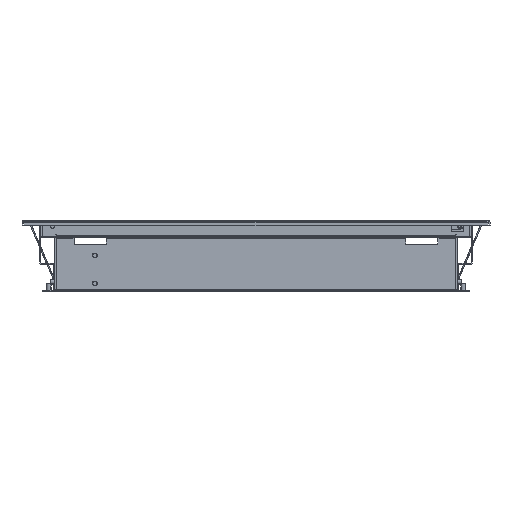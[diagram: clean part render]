
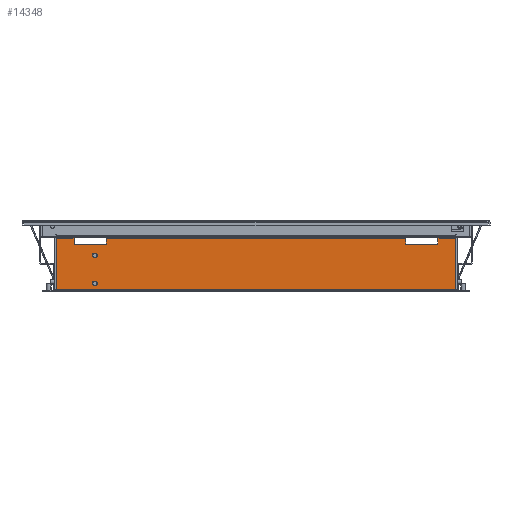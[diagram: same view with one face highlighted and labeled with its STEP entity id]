
A CAD part, front view. The second image highlights one B-rep face of the part: STEP entity #14348.
In plain terms, the highlighted planar face has unit normal (0, -1, 0).
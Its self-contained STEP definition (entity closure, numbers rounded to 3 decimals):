
#23 = CARTESIAN_POINT ( 'NONE',  ( 43., -1014., -86.5 ) ) ;
#77 = EDGE_CURVE ( 'NONE', #13786, #5218, #13530, .T. ) ;
#119 = AXIS2_PLACEMENT_3D ( 'NONE', #9690, #19799, #16255 ) ;
#243 = LINE ( 'NONE', #447, #10322 ) ;
#447 = CARTESIAN_POINT ( 'NONE',  ( 43., -1014., -22.5 ) ) ;
#1272 = AXIS2_PLACEMENT_3D ( 'NONE', #15699, #3973, #2464 ) ;
#1630 = CARTESIAN_POINT ( 'NONE',  ( 43., -1014., -21.5 ) ) ;
#1638 = VERTEX_POINT ( 'NONE', #6167 ) ;
#1664 = ORIENTED_EDGE ( 'NONE', *, *, #4830, .F. ) ;
#2016 = ORIENTED_EDGE ( 'NONE', *, *, #77, .F. ) ;
#2464 = DIRECTION ( 'NONE',  ( 0., 0., -1. ) ) ;
#2744 = ORIENTED_EDGE ( 'NONE', *, *, #3342, .F. ) ;
#2815 = CARTESIAN_POINT ( 'NONE',  ( 91., -1014., -79. ) ) ;
#3020 = VERTEX_POINT ( 'NONE', #5407 ) ;
#3081 = CARTESIAN_POINT ( 'NONE',  ( 0., -1014., -30. ) ) ;
#3086 = ORIENTED_EDGE ( 'NONE', *, *, #3841, .F. ) ;
#3342 = EDGE_CURVE ( 'NONE', #7176, #17796, #16613, .T. ) ;
#3583 = AXIS2_PLACEMENT_3D ( 'NONE', #17405, #12351, #9434 ) ;
#3841 = EDGE_CURVE ( 'NONE', #5218, #13786, #14509, .T. ) ;
#3973 = DIRECTION ( 'NONE',  ( 0., -1., 0. ) ) ;
#4022 = CARTESIAN_POINT ( 'NONE',  ( 105., -1014., 0. ) ) ;
#4112 = VERTEX_POINT ( 'NONE', #17822 ) ;
#4278 = CARTESIAN_POINT ( 'NONE',  ( 480., -1014., 0. ) ) ;
#4830 = EDGE_CURVE ( 'NONE', #1638, #16793, #13332, .T. ) ;
#4927 = VERTEX_POINT ( 'NONE', #15263 ) ;
#4991 = DIRECTION ( 'NONE',  ( 1., 0., 0. ) ) ;
#5181 = DIRECTION ( 'NONE',  ( -1., 0., 0. ) ) ;
#5218 = VERTEX_POINT ( 'NONE', #14425 ) ;
#5407 = CARTESIAN_POINT ( 'NONE',  ( 65., -1014., -22.5 ) ) ;
#5411 = LINE ( 'NONE', #17135, #10487 ) ;
#5452 = CARTESIAN_POINT ( 'NONE',  ( 91., -1014., -44. ) ) ;
#5611 = DIRECTION ( 'NONE',  ( 1., 0., 0. ) ) ;
#5737 = VERTEX_POINT ( 'NONE', #14497 ) ;
#5811 = EDGE_CURVE ( 'NONE', #10212, #7553, #10608, .T. ) ;
#5995 = VECTOR ( 'NONE', #9055, 1000. ) ;
#6167 = CARTESIAN_POINT ( 'NONE',  ( 520., -1014., -22.5 ) ) ;
#6441 = EDGE_CURVE ( 'NONE', #3020, #5737, #16784, .T. ) ;
#6513 = CARTESIAN_POINT ( 'NONE',  ( 105., -1014., -30. ) ) ;
#6643 = CARTESIAN_POINT ( 'NONE',  ( 480., -1014., -22.5 ) ) ;
#6710 = ORIENTED_EDGE ( 'NONE', *, *, #6441, .F. ) ;
#6783 = LINE ( 'NONE', #1630, #16276 ) ;
#6820 = ORIENTED_EDGE ( 'NONE', *, *, #16638, .F. ) ;
#7143 = VECTOR ( 'NONE', #14174, 1000. ) ;
#7156 = EDGE_CURVE ( 'NONE', #5737, #8600, #16300, .T. ) ;
#7176 = VERTEX_POINT ( 'NONE', #12974 ) ;
#7375 = VECTOR ( 'NONE', #19996, 1000. ) ;
#7553 = VERTEX_POINT ( 'NONE', #12521 ) ;
#7609 = LINE ( 'NONE', #4278, #9385 ) ;
#7784 = ORIENTED_EDGE ( 'NONE', *, *, #21214, .F. ) ;
#7814 = EDGE_CURVE ( 'NONE', #4112, #19982, #10034, .T. ) ;
#8225 = VECTOR ( 'NONE', #5181, 1000. ) ;
#8521 = ORIENTED_EDGE ( 'NONE', *, *, #7814, .F. ) ;
#8600 = VERTEX_POINT ( 'NONE', #6513 ) ;
#8636 = CARTESIAN_POINT ( 'NONE',  ( 542., -1014., -86.5 ) ) ;
#8639 = EDGE_CURVE ( 'NONE', #8600, #12562, #17046, .T. ) ;
#8731 = ORIENTED_EDGE ( 'NONE', *, *, #12227, .F. ) ;
#9055 = DIRECTION ( 'NONE',  ( 0., 0., 1. ) ) ;
#9385 = VECTOR ( 'NONE', #15584, 1000. ) ;
#9434 = DIRECTION ( 'NONE',  ( 0., 0., -1. ) ) ;
#9690 = CARTESIAN_POINT ( 'NONE',  ( 91., -1014., -79. ) ) ;
#9842 = CARTESIAN_POINT ( 'NONE',  ( 542., -1014., -89. ) ) ;
#9869 = CIRCLE ( 'NONE', #11925, 3. ) ;
#9932 = EDGE_CURVE ( 'NONE', #13337, #10212, #7609, .T. ) ;
#10001 = EDGE_LOOP ( 'NONE', ( #2016, #3086 ) ) ;
#10034 = LINE ( 'NONE', #8636, #8225 ) ;
#10212 = VERTEX_POINT ( 'NONE', #17254 ) ;
#10322 = VECTOR ( 'NONE', #16705, 1000. ) ;
#10457 = VECTOR ( 'NONE', #18364, 1000. ) ;
#10487 = VECTOR ( 'NONE', #5611, 1000. ) ;
#10572 = ORIENTED_EDGE ( 'NONE', *, *, #18805, .F. ) ;
#10608 = LINE ( 'NONE', #13843, #10457 ) ;
#10642 = ORIENTED_EDGE ( 'NONE', *, *, #8639, .F. ) ;
#10858 = CARTESIAN_POINT ( 'NONE',  ( 105., -1014., -22.5 ) ) ;
#10994 = DIRECTION ( 'NONE',  ( 0., -1., 0. ) ) ;
#11604 = DIRECTION ( 'NONE',  ( 1., 0., 0. ) ) ;
#11782 = EDGE_LOOP ( 'NONE', ( #18434, #2744 ) ) ;
#11925 = AXIS2_PLACEMENT_3D ( 'NONE', #2815, #10994, #17874 ) ;
#12020 = DIRECTION ( 'NONE',  ( 0., 0., -1. ) ) ;
#12147 = FACE_BOUND ( 'NONE', #10001, .T. ) ;
#12227 = EDGE_CURVE ( 'NONE', #19982, #4927, #6783, .T. ) ;
#12261 = FACE_OUTER_BOUND ( 'NONE', #15397, .T. ) ;
#12351 = DIRECTION ( 'NONE',  ( 0., -1., 0. ) ) ;
#12393 = LINE ( 'NONE', #14012, #5995 ) ;
#12428 = VECTOR ( 'NONE', #11604, 1000. ) ;
#12504 = CARTESIAN_POINT ( 'NONE',  ( 91., -1014., -41. ) ) ;
#12521 = CARTESIAN_POINT ( 'NONE',  ( 520., -1014., -30. ) ) ;
#12562 = VERTEX_POINT ( 'NONE', #10858 ) ;
#12854 = VECTOR ( 'NONE', #4991, 1000. ) ;
#12974 = CARTESIAN_POINT ( 'NONE',  ( 91., -1014., -82. ) ) ;
#13332 = LINE ( 'NONE', #14840, #12428 ) ;
#13337 = VERTEX_POINT ( 'NONE', #6643 ) ;
#13530 = CIRCLE ( 'NONE', #3583, 3. ) ;
#13786 = VERTEX_POINT ( 'NONE', #12504 ) ;
#13843 = CARTESIAN_POINT ( 'NONE',  ( 0., -1014., -30. ) ) ;
#13934 = EDGE_CURVE ( 'NONE', #17796, #7176, #9869, .T. ) ;
#14012 = CARTESIAN_POINT ( 'NONE',  ( 520., -1014., 0. ) ) ;
#14174 = DIRECTION ( 'NONE',  ( 0., 0., -1. ) ) ;
#14222 = ORIENTED_EDGE ( 'NONE', *, *, #9932, .F. ) ;
#14348 = ADVANCED_FACE ( 'NONE', ( #12147, #12261, #18815 ), #18708, .T. ) ;
#14416 = ORIENTED_EDGE ( 'NONE', *, *, #16938, .F. ) ;
#14425 = CARTESIAN_POINT ( 'NONE',  ( 91., -1014., -47. ) ) ;
#14497 = CARTESIAN_POINT ( 'NONE',  ( 65., -1014., -30. ) ) ;
#14509 = CIRCLE ( 'NONE', #18289, 3. ) ;
#14840 = CARTESIAN_POINT ( 'NONE',  ( 43., -1014., -22.5 ) ) ;
#15263 = CARTESIAN_POINT ( 'NONE',  ( 43., -1014., -22.5 ) ) ;
#15336 = DIRECTION ( 'NONE',  ( 0., 0., 1. ) ) ;
#15397 = EDGE_LOOP ( 'NONE', ( #6710, #7784, #8731, #8521, #10572, #1664, #6820, #20095, #14222, #14416, #10642, #16564 ) ) ;
#15584 = DIRECTION ( 'NONE',  ( 0., 0., -1. ) ) ;
#15699 = CARTESIAN_POINT ( 'NONE',  ( 0., -1014., 0. ) ) ;
#16192 = LINE ( 'NONE', #9842, #7143 ) ;
#16255 = DIRECTION ( 'NONE',  ( 0., 0., -1. ) ) ;
#16276 = VECTOR ( 'NONE', #20001, 1000. ) ;
#16300 = LINE ( 'NONE', #3081, #12854 ) ;
#16564 = ORIENTED_EDGE ( 'NONE', *, *, #7156, .F. ) ;
#16613 = CIRCLE ( 'NONE', #119, 3. ) ;
#16638 = EDGE_CURVE ( 'NONE', #7553, #1638, #12393, .T. ) ;
#16705 = DIRECTION ( 'NONE',  ( 1., 0., 0. ) ) ;
#16784 = LINE ( 'NONE', #19787, #7375 ) ;
#16793 = VERTEX_POINT ( 'NONE', #19938 ) ;
#16938 = EDGE_CURVE ( 'NONE', #12562, #13337, #5411, .T. ) ;
#17046 = LINE ( 'NONE', #4022, #20059 ) ;
#17135 = CARTESIAN_POINT ( 'NONE',  ( 43., -1014., -22.5 ) ) ;
#17254 = CARTESIAN_POINT ( 'NONE',  ( 480., -1014., -30. ) ) ;
#17405 = CARTESIAN_POINT ( 'NONE',  ( 91., -1014., -44. ) ) ;
#17796 = VERTEX_POINT ( 'NONE', #19401 ) ;
#17822 = CARTESIAN_POINT ( 'NONE',  ( 542., -1014., -86.5 ) ) ;
#17874 = DIRECTION ( 'NONE',  ( 0., 0., -1. ) ) ;
#18289 = AXIS2_PLACEMENT_3D ( 'NONE', #5452, #18788, #12020 ) ;
#18364 = DIRECTION ( 'NONE',  ( 1., 0., 0. ) ) ;
#18434 = ORIENTED_EDGE ( 'NONE', *, *, #13934, .F. ) ;
#18708 = PLANE ( 'NONE',  #1272 ) ;
#18788 = DIRECTION ( 'NONE',  ( 0., -1., 0. ) ) ;
#18805 = EDGE_CURVE ( 'NONE', #16793, #4112, #16192, .T. ) ;
#18815 = FACE_BOUND ( 'NONE', #11782, .T. ) ;
#19401 = CARTESIAN_POINT ( 'NONE',  ( 91., -1014., -76. ) ) ;
#19787 = CARTESIAN_POINT ( 'NONE',  ( 65., -1014., 0. ) ) ;
#19799 = DIRECTION ( 'NONE',  ( 0., -1., 0. ) ) ;
#19938 = CARTESIAN_POINT ( 'NONE',  ( 542., -1014., -22.5 ) ) ;
#19982 = VERTEX_POINT ( 'NONE', #23 ) ;
#19996 = DIRECTION ( 'NONE',  ( 0., 0., -1. ) ) ;
#20001 = DIRECTION ( 'NONE',  ( 0., 0., 1. ) ) ;
#20059 = VECTOR ( 'NONE', #15336, 1000. ) ;
#20095 = ORIENTED_EDGE ( 'NONE', *, *, #5811, .F. ) ;
#21214 = EDGE_CURVE ( 'NONE', #4927, #3020, #243, .T. ) ;
